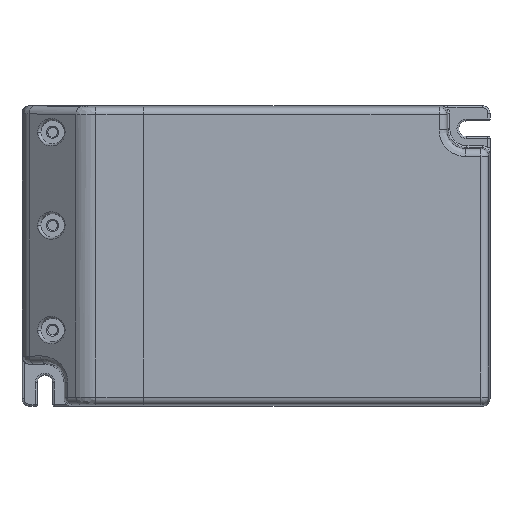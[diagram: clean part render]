
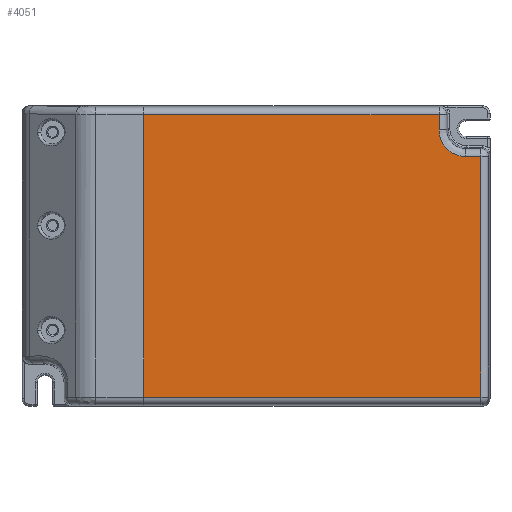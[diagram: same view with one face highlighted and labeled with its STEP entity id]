
A CAD part, top view. The second image highlights one B-rep face of the part: STEP entity #4051.
In plain terms, the highlighted planar face has unit normal (0, 0, 1).
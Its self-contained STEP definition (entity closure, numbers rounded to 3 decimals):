
#1343=DIRECTION('',(0.,1.,0.));
#1344=VECTOR('',#1343,74.231);
#1345=CARTESIAN_POINT('',(-29.5,-37.116,24.));
#1346=LINE('',#1345,#1344);
#1347=DIRECTION('',(-1.,0.,0.));
#1348=VECTOR('',#1347,77.616);
#1349=CARTESIAN_POINT('',(48.116,37.116,24.));
#1350=LINE('',#1349,#1348);
#1351=DIRECTION('',(0.,1.,0.));
#1352=VECTOR('',#1351,4.001);
#1353=CARTESIAN_POINT('',(48.116,33.115,24.));
#1354=LINE('',#1353,#1352);
#1355=DIRECTION('',(-1.,0.,0.));
#1356=VECTOR('',#1355,4.001);
#1357=CARTESIAN_POINT('',(59.116,26.116,24.));
#1358=LINE('',#1357,#1356);
#1359=DIRECTION('',(0.,1.,0.));
#1360=VECTOR('',#1359,63.231);
#1361=CARTESIAN_POINT('',(59.116,-37.116,24.));
#1362=LINE('',#1361,#1360);
#1363=DIRECTION('',(1.,0.,0.));
#1364=VECTOR('',#1363,88.616);
#1365=CARTESIAN_POINT('',(-29.5,-37.116,24.));
#1366=LINE('',#1365,#1364);
#1494=CARTESIAN_POINT('',(55.115,26.116,24.));
#1495=CARTESIAN_POINT('',(54.656,26.116,24.));
#1496=CARTESIAN_POINT('',(53.756,26.203,24.));
#1497=CARTESIAN_POINT('',(52.42,26.606,24.));
#1498=CARTESIAN_POINT('',(51.204,27.256,24.));
#1499=CARTESIAN_POINT('',(50.133,28.133,24.));
#1500=CARTESIAN_POINT('',(49.256,29.204,24.));
#1501=CARTESIAN_POINT('',(48.606,30.42,24.));
#1502=CARTESIAN_POINT('',(48.203,31.756,24.));
#1503=CARTESIAN_POINT('',(48.116,32.656,24.));
#1504=CARTESIAN_POINT('',(48.116,33.115,24.));
#1628=CARTESIAN_POINT('',(59.116,-37.116,24.));
#1629=CARTESIAN_POINT('',(59.116,26.116,24.));
#1630=VERTEX_POINT('',#1628);
#1631=VERTEX_POINT('',#1629);
#1640=CARTESIAN_POINT('',(48.116,37.116,24.));
#1641=VERTEX_POINT('',#1640);
#1643=CARTESIAN_POINT('',(55.115,26.116,24.));
#1645=VERTEX_POINT('',#1643);
#1647=CARTESIAN_POINT('',(48.116,33.115,24.));
#1649=VERTEX_POINT('',#1647);
#1676=CARTESIAN_POINT('',(-29.5,-37.116,24.));
#1677=CARTESIAN_POINT('',(-29.5,37.116,24.));
#1678=VERTEX_POINT('',#1676);
#1679=VERTEX_POINT('',#1677);
#4032=CARTESIAN_POINT('',(0.,0.,24.));
#4033=DIRECTION('',(0.,0.,1.));
#4034=DIRECTION('',(1.,0.,0.));
#4035=AXIS2_PLACEMENT_3D('',#4032,#4033,#4034);
#4036=PLANE('',#4035);
#4037=ORIENTED_EDGE('',*,*,#2244,.T.);
#4039=ORIENTED_EDGE('',*,*,#4038,.F.);
#4041=ORIENTED_EDGE('',*,*,#4040,.F.);
#4043=ORIENTED_EDGE('',*,*,#4042,.F.);
#4045=ORIENTED_EDGE('',*,*,#4044,.F.);
#4046=ORIENTED_EDGE('',*,*,#4023,.F.);
#4048=ORIENTED_EDGE('',*,*,#4047,.F.);
#4049=EDGE_LOOP('',(#4037,#4039,#4041,#4043,#4045,#4046,#4048));
#4050=FACE_OUTER_BOUND('',#4049,.F.);
#4051=ADVANCED_FACE('',(#4050),#4036,.T.);
#1505=B_SPLINE_CURVE_WITH_KNOTS('',3,(#1494,#1495,#1496,#1497,#1498,#1499,#1500,
#1501,#1502,#1503,#1504),.UNSPECIFIED.,.F.,.F.,(4,1,1,1,1,1,1,1,4),(0.,
0.125,0.25,0.375,0.5,0.625,0.75,0.875,1.),.UNSPECIFIED.);
#2244=EDGE_CURVE('',#1678,#1679,#1346,.T.);
#4023=EDGE_CURVE('',#1630,#1631,#1362,.T.);
#4038=EDGE_CURVE('',#1641,#1679,#1350,.T.);
#4040=EDGE_CURVE('',#1649,#1641,#1354,.T.);
#4042=EDGE_CURVE('',#1645,#1649,#1505,.T.);
#4044=EDGE_CURVE('',#1631,#1645,#1358,.T.);
#4047=EDGE_CURVE('',#1678,#1630,#1366,.T.);
